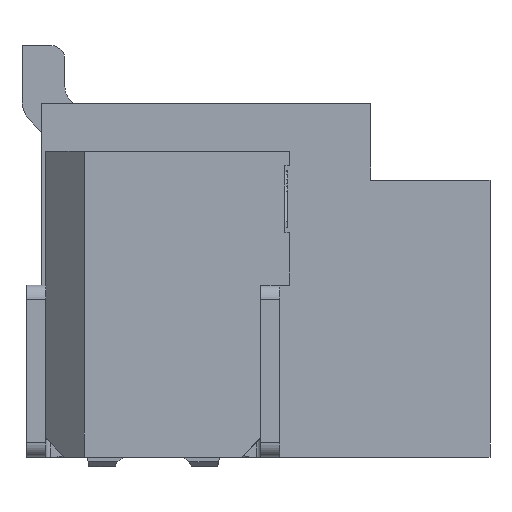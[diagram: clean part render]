
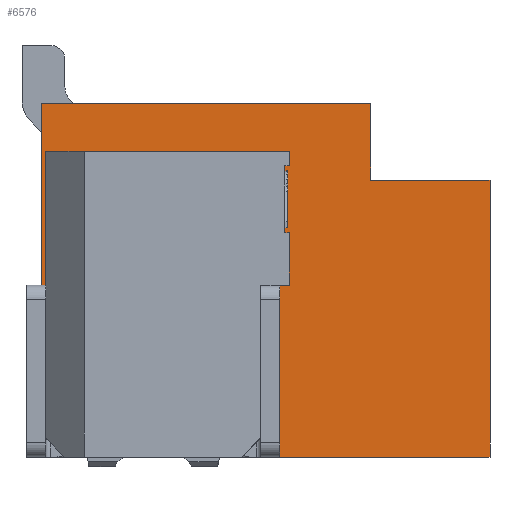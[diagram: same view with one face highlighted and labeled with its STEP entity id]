
A CAD part, left-side view. The second image highlights one B-rep face of the part: STEP entity #6576.
In plain terms, the highlighted planar face has unit normal (-1, 0, 0).
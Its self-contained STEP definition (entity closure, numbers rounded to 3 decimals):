
#5=DIRECTION('',(0.,1.,0.));
#6=VECTOR('',#5,3.45);
#7=CARTESIAN_POINT('',(-2.225,-1.45,3.7));
#8=LINE('',#7,#6);
#90=DIRECTION('',(0.,0.,1.));
#91=VECTOR('',#90,0.8);
#92=CARTESIAN_POINT('',(-2.225,-1.45,2.9));
#93=LINE('',#92,#91);
#130=DIRECTION('',(0.,0.,1.));
#131=VECTOR('',#130,2.9);
#132=CARTESIAN_POINT('',(-2.225,-2.7,0.));
#133=LINE('',#132,#131);
#166=DIRECTION('',(0.,-1.,0.));
#167=VECTOR('',#166,0.05);
#168=CARTESIAN_POINT('',(-2.225,2.,0.));
#169=LINE('',#168,#167);
#170=DIRECTION('',(0.,-1.,0.));
#171=VECTOR('',#170,2.4);
#172=CARTESIAN_POINT('',(-2.225,-0.3,0.));
#173=LINE('',#172,#171);
#1470=DIRECTION('',(0.,0.,-1.));
#1471=VECTOR('',#1470,3.7);
#1472=CARTESIAN_POINT('',(-2.225,2.,3.7));
#1473=LINE('',#1472,#1471);
#1478=DIRECTION('',(0.,-1.,0.));
#1479=VECTOR('',#1478,1.25);
#1480=CARTESIAN_POINT('',(-2.225,-1.45,2.9));
#1481=LINE('',#1480,#1479);
#1482=DIRECTION('',(0.,1.,0.));
#1483=VECTOR('',#1482,0.05);
#1484=CARTESIAN_POINT('',(-2.225,-0.6,2.35));
#1485=LINE('',#1484,#1483);
#1486=DIRECTION('',(0.,1.,0.));
#1487=VECTOR('',#1486,2.55);
#1488=CARTESIAN_POINT('',(-2.225,-0.6,3.2));
#1489=LINE('',#1488,#1487);
#1502=DIRECTION('',(0.,0.,1.));
#1503=VECTOR('',#1502,3.2);
#1504=CARTESIAN_POINT('',(-2.225,1.95,0.));
#1505=LINE('',#1504,#1503);
#1908=DIRECTION('',(0.,0.,-1.));
#1909=VECTOR('',#1908,0.15);
#1910=CARTESIAN_POINT('',(-2.225,-0.6,3.2));
#1911=LINE('',#1910,#1909);
#1912=DIRECTION('',(0.,1.,0.));
#1913=VECTOR('',#1912,0.05);
#1914=CARTESIAN_POINT('',(-2.225,-0.6,3.05));
#1915=LINE('',#1914,#1913);
#1920=DIRECTION('',(0.,0.,-1.));
#1921=VECTOR('',#1920,0.7);
#1922=CARTESIAN_POINT('',(-2.225,-0.55,3.05));
#1923=LINE('',#1922,#1921);
#2024=DIRECTION('',(0.,0.,-1.));
#2025=VECTOR('',#2024,0.55);
#2026=CARTESIAN_POINT('',(-2.225,-0.6,2.35));
#2027=LINE('',#2026,#2025);
#2049=DIRECTION('',(0.,1.,0.));
#2050=VECTOR('',#2049,0.3);
#2051=CARTESIAN_POINT('',(-2.225,-0.6,1.8));
#2052=LINE('',#2051,#2050);
#2081=DIRECTION('',(0.,0.,-1.));
#2082=VECTOR('',#2081,1.8);
#2083=CARTESIAN_POINT('',(-2.225,-0.3,1.8));
#2084=LINE('',#2083,#2082);
#3911=CARTESIAN_POINT('',(-2.225,-1.45,3.7));
#3913=VERTEX_POINT('',#3911);
#3914=CARTESIAN_POINT('',(-2.225,2.,3.7));
#3915=VERTEX_POINT('',#3914);
#3956=CARTESIAN_POINT('',(-2.225,-1.45,2.9));
#3957=VERTEX_POINT('',#3956);
#3970=CARTESIAN_POINT('',(-2.225,-2.7,2.9));
#3971=VERTEX_POINT('',#3970);
#4072=CARTESIAN_POINT('',(-2.225,2.,0.));
#4073=VERTEX_POINT('',#4072);
#4074=CARTESIAN_POINT('',(-2.225,1.95,0.));
#4075=VERTEX_POINT('',#4074);
#4076=CARTESIAN_POINT('',(-2.225,-0.3,0.));
#4077=VERTEX_POINT('',#4076);
#4078=CARTESIAN_POINT('',(-2.225,-2.7,0.));
#4079=VERTEX_POINT('',#4078);
#4620=CARTESIAN_POINT('',(-2.225,1.95,3.2));
#4621=VERTEX_POINT('',#4620);
#4622=CARTESIAN_POINT('',(-2.225,-0.3,1.8));
#4623=VERTEX_POINT('',#4622);
#4624=CARTESIAN_POINT('',(-2.225,-0.6,1.8));
#4625=VERTEX_POINT('',#4624);
#4626=CARTESIAN_POINT('',(-2.225,-0.6,2.35));
#4627=VERTEX_POINT('',#4626);
#4628=CARTESIAN_POINT('',(-2.225,-0.55,2.35));
#4629=VERTEX_POINT('',#4628);
#4630=CARTESIAN_POINT('',(-2.225,-0.55,3.05));
#4631=VERTEX_POINT('',#4630);
#4632=CARTESIAN_POINT('',(-2.225,-0.6,3.05));
#4633=VERTEX_POINT('',#4632);
#4634=CARTESIAN_POINT('',(-2.225,-0.6,3.2));
#4635=VERTEX_POINT('',#4634);
#6544=CARTESIAN_POINT('',(-2.225,-0.35,1.85));
#6545=DIRECTION('',(1.,0.,0.));
#6546=DIRECTION('',(0.,1.,0.));
#6547=AXIS2_PLACEMENT_3D('',#6544,#6545,#6546);
#6548=PLANE('',#6547);
#6550=ORIENTED_EDGE('',*,*,#6549,.F.);
#6551=ORIENTED_EDGE('',*,*,#5278,.F.);
#6552=ORIENTED_EDGE('',*,*,#6538,.F.);
#6553=ORIENTED_EDGE('',*,*,#5095,.F.);
#6554=ORIENTED_EDGE('',*,*,#5150,.F.);
#6555=ORIENTED_EDGE('',*,*,#5221,.T.);
#6556=ORIENTED_EDGE('',*,*,#5237,.F.);
#6557=ORIENTED_EDGE('',*,*,#5282,.F.);
#6559=ORIENTED_EDGE('',*,*,#6558,.F.);
#6561=ORIENTED_EDGE('',*,*,#6560,.F.);
#6563=ORIENTED_EDGE('',*,*,#6562,.F.);
#6565=ORIENTED_EDGE('',*,*,#6564,.T.);
#6567=ORIENTED_EDGE('',*,*,#6566,.F.);
#6569=ORIENTED_EDGE('',*,*,#6568,.F.);
#6571=ORIENTED_EDGE('',*,*,#6570,.F.);
#6573=ORIENTED_EDGE('',*,*,#6572,.T.);
#6574=EDGE_LOOP('',(#6550,#6551,#6552,#6553,#6554,#6555,#6556,#6557,#6559,#6561,
#6563,#6565,#6567,#6569,#6571,#6573));
#6575=FACE_OUTER_BOUND('',#6574,.F.);
#5095=EDGE_CURVE('',#3913,#3915,#8,.T.);
#5150=EDGE_CURVE('',#3957,#3913,#93,.T.);
#5221=EDGE_CURVE('',#3957,#3971,#1481,.T.);
#5237=EDGE_CURVE('',#4079,#3971,#133,.T.);
#5278=EDGE_CURVE('',#4073,#4075,#169,.T.);
#5282=EDGE_CURVE('',#4077,#4079,#173,.T.);
#6538=EDGE_CURVE('',#3915,#4073,#1473,.T.);
#6549=EDGE_CURVE('',#4075,#4621,#1505,.T.);
#6558=EDGE_CURVE('',#4623,#4077,#2084,.T.);
#6560=EDGE_CURVE('',#4625,#4623,#2052,.T.);
#6562=EDGE_CURVE('',#4627,#4625,#2027,.T.);
#6564=EDGE_CURVE('',#4627,#4629,#1485,.T.);
#6566=EDGE_CURVE('',#4631,#4629,#1923,.T.);
#6568=EDGE_CURVE('',#4633,#4631,#1915,.T.);
#6570=EDGE_CURVE('',#4635,#4633,#1911,.T.);
#6572=EDGE_CURVE('',#4635,#4621,#1489,.T.);
#6576=ADVANCED_FACE('',(#6575),#6548,.F.);
